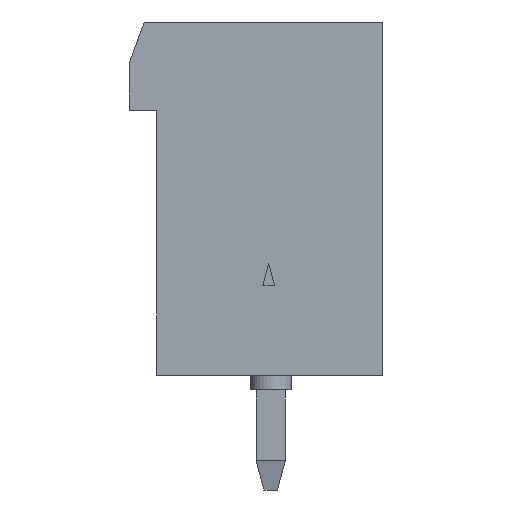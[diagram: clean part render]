
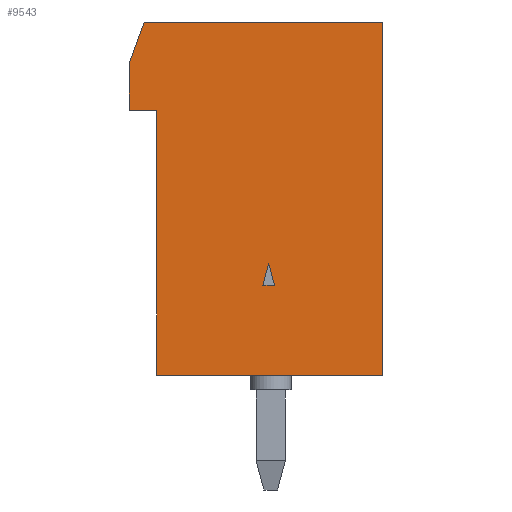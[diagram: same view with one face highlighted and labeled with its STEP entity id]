
A CAD part, left-side view. The second image highlights one B-rep face of the part: STEP entity #9543.
In plain terms, the highlighted planar face has unit normal (-1, 0, 0).
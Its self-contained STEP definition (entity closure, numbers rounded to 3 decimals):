
#240=FACE_BOUND('',#1022,.T.);
#375=FACE_OUTER_BOUND('',#1021,.T.);
#1021=EDGE_LOOP('',(#6770,#6771,#6772,#6773,#6774,#6775,#6776));
#1022=EDGE_LOOP('',(#6777,#6778,#6779));
#1738=LINE('',#13908,#2908);
#1814=LINE('',#14050,#2984);
#1856=LINE('',#14159,#3026);
#1857=LINE('',#14161,#3027);
#1858=LINE('',#14163,#3028);
#1859=LINE('',#14165,#3029);
#1860=LINE('',#14166,#3030);
#1861=LINE('',#14169,#3031);
#1862=LINE('',#14171,#3032);
#1863=LINE('',#14172,#3033);
#2908=VECTOR('',#11167,12.);
#2984=VECTOR('',#11259,7.67);
#3026=VECTOR('',#11387,9.);
#3027=VECTOR('',#11388,8.1);
#3028=VECTOR('',#11389,1.462);
#3029=VECTOR('',#11390,1.626);
#3030=VECTOR('',#11391,0.93);
#3031=VECTOR('',#11392,0.776);
#3032=VECTOR('',#11393,0.402);
#3033=VECTOR('',#11394,0.776);
#4189=VERTEX_POINT('',#13905);
#4190=VERTEX_POINT('',#13907);
#4248=VERTEX_POINT('',#14049);
#4272=VERTEX_POINT('',#14158);
#4273=VERTEX_POINT('',#14160);
#4274=VERTEX_POINT('',#14162);
#4275=VERTEX_POINT('',#14164);
#4276=VERTEX_POINT('',#14167);
#4277=VERTEX_POINT('',#14168);
#4278=VERTEX_POINT('',#14170);
#5090=EDGE_CURVE('',#4190,#4189,#1738,.T.);
#5167=EDGE_CURVE('',#4248,#4190,#1814,.T.);
#5217=EDGE_CURVE('',#4272,#4248,#1856,.T.);
#5218=EDGE_CURVE('',#4189,#4273,#1857,.T.);
#5219=EDGE_CURVE('',#4273,#4274,#1858,.T.);
#5220=EDGE_CURVE('',#4274,#4275,#1859,.T.);
#5221=EDGE_CURVE('',#4275,#4272,#1860,.T.);
#5222=EDGE_CURVE('',#4276,#4277,#1861,.T.);
#5223=EDGE_CURVE('',#4278,#4276,#1862,.T.);
#5224=EDGE_CURVE('',#4277,#4278,#1863,.T.);
#6770=ORIENTED_EDGE('',*,*,#5217,.T.);
#6771=ORIENTED_EDGE('',*,*,#5167,.T.);
#6772=ORIENTED_EDGE('',*,*,#5090,.T.);
#6773=ORIENTED_EDGE('',*,*,#5218,.T.);
#6774=ORIENTED_EDGE('',*,*,#5219,.T.);
#6775=ORIENTED_EDGE('',*,*,#5220,.T.);
#6776=ORIENTED_EDGE('',*,*,#5221,.T.);
#6777=ORIENTED_EDGE('',*,*,#5222,.F.);
#6778=ORIENTED_EDGE('',*,*,#5223,.F.);
#6779=ORIENTED_EDGE('',*,*,#5224,.F.);
#8992=PLANE('',#10241);
#9543=ADVANCED_FACE('',(#375,#240),#8992,.T.);
#10241=AXIS2_PLACEMENT_3D('',#14157,#11385,#11386);
#11167=DIRECTION('',(0.,0.,1.));
#11259=DIRECTION('',(0.,-1.,0.));
#11385=DIRECTION('center_axis',(-1.,0.,0.));
#11386=DIRECTION('ref_axis',(0.,0.,1.));
#11387=DIRECTION('',(0.,0.,-1.));
#11388=DIRECTION('',(0.,1.,0.));
#11389=DIRECTION('',(0.,0.342,-0.94));
#11390=DIRECTION('',(0.,0.,-1.));
#11391=DIRECTION('',(0.,-1.,0.));
#11392=DIRECTION('',(0.,0.259,0.966));
#11393=DIRECTION('',(0.,-1.,0.));
#11394=DIRECTION('',(0.,0.259,-0.966));
#13905=CARTESIAN_POINT('',(-31.48,-3.8,12.));
#13907=CARTESIAN_POINT('',(-31.48,-3.8,0.));
#13908=CARTESIAN_POINT('',(-31.48,-3.8,-36.627));
#14049=CARTESIAN_POINT('',(-31.48,3.87,0.));
#14050=CARTESIAN_POINT('',(-31.48,-41.573,0.));
#14157=CARTESIAN_POINT('Origin',(-31.48,-2.263,5.767));
#14158=CARTESIAN_POINT('',(-31.48,3.87,9.));
#14159=CARTESIAN_POINT('',(-31.48,3.87,-36.627));
#14160=CARTESIAN_POINT('',(-31.48,4.3,12.));
#14161=CARTESIAN_POINT('',(-31.48,-41.573,12.));
#14162=CARTESIAN_POINT('',(-31.48,4.8,10.626));
#14163=CARTESIAN_POINT('',(-31.48,21.999,-36.627));
#14164=CARTESIAN_POINT('',(-31.48,4.8,9.));
#14165=CARTESIAN_POINT('',(-31.48,4.8,-36.627));
#14166=CARTESIAN_POINT('',(-31.48,-41.573,9.));
#14167=CARTESIAN_POINT('',(-31.48,-0.131,3.05));
#14168=CARTESIAN_POINT('',(-31.48,0.07,3.8));
#14169=CARTESIAN_POINT('',(-31.48,-10.762,-36.627));
#14170=CARTESIAN_POINT('',(-31.48,0.271,3.05));
#14171=CARTESIAN_POINT('',(-31.48,-41.573,3.05));
#14172=CARTESIAN_POINT('',(-31.48,10.902,-36.627));
